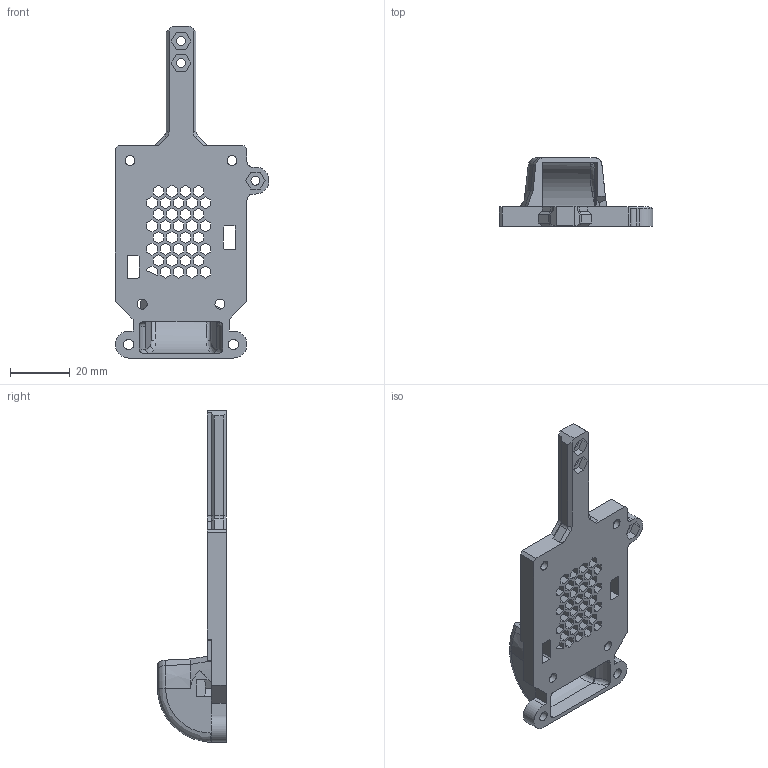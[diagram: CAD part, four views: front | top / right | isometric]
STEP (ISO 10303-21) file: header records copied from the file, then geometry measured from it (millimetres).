
FILE_DESCRIPTION(/* description */ (''),/* implementation_level */ '2;1');
FILE_NAME(/* name */ 'printhead vz_back_corexy eva 2.4 updatev14.step',/* time_stamp */ '2022-11-27T15:06:04Z',/* author */ (''),/* organization */ (''),/* preprocessor_version */ 'ST-DEVELOPER v19.2',/* originating_system */ 'Autodesk Translation Framework v11.17.0.187',/* authorisation */ '');
FILE_SCHEMA (('AUTOMOTIVE_DESIGN { 1 0 10303 214 3 1 1 }'));
Length unit declared in the file: millimetre
Products named in the file (1): printhead vz_back_corexy eva 2.4 update
Bounding box: 51.43 x 23 x 111 mm (x, y, z)
Volume: 18914.7 mm3; surface area: 14054.2 mm2
Topology: 1 solids, 1 shells, 435 faces, 1247 edges, 815 vertices
Faces by surface type: plane 354, cylinder 39, bspline 26, cone 9, torus 7
Full cylindrical faces by diameter (mm): 3 x3, 3.3 x4, 3.4 x2
Entity records: 15205 total; most frequent: CARTESIAN_POINT 3726, ORIENTED_EDGE 2492, DIRECTION 2126, EDGE_CURVE 1246, LINE 1062, VECTOR 1062, VERTEX_POINT 815, EDGE_LOOP 533
